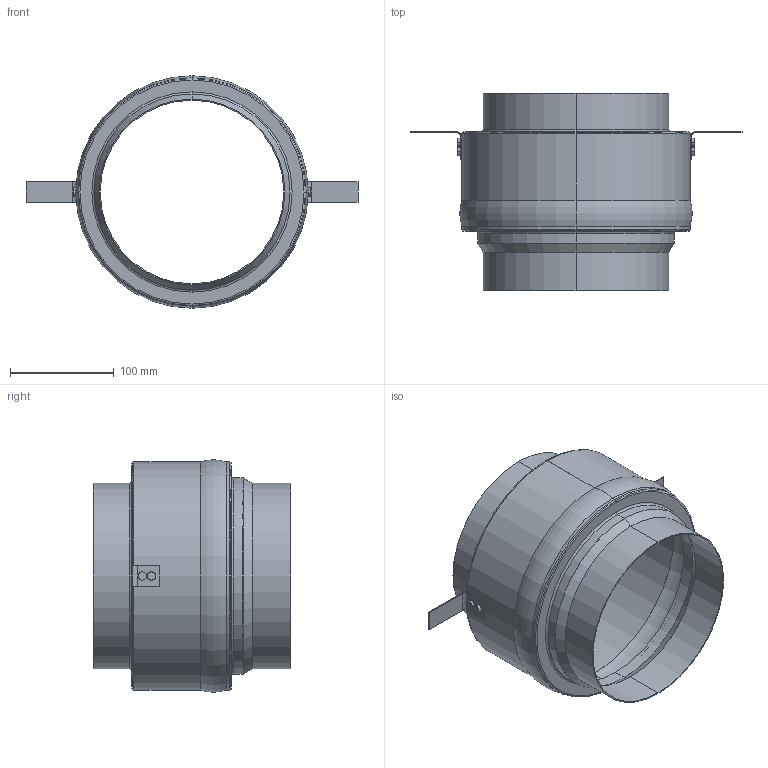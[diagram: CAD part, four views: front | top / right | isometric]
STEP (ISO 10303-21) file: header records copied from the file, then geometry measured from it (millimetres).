
FILE_DESCRIPTION (( 'STEP AP214' ), '1' );
FILE_NAME ('TS18 DN180.step', '2009-06-28T09:22:32', ( 'Wolfgang Schmidt' ), ( 'WS-KO' ), 'SwSTEP 2.0', 'SolidWorks 2008', '' );
FILE_SCHEMA (( 'AUTOMOTIVE_DESIGN' ));
Length unit declared in the file: millimetre
Products named in the file (1): TS18 DN180
Bounding box: 320 x 190 x 224 mm (x, y, z)
Volume: 146339.1 mm3; surface area: 291458.2 mm2
Topology: 3 solids, 3 shells, 74 faces, 156 edges, 96 vertices
Faces by surface type: cylinder 32, plane 26, torus 12, cone 4
Entity records: 2037 total; most frequent: DIRECTION 390, CARTESIAN_POINT 327, ORIENTED_EDGE 312, AXIS2_PLACEMENT_3D 159, EDGE_CURVE 156, VERTEX_POINT 96, EDGE_LOOP 84, CIRCLE 84
